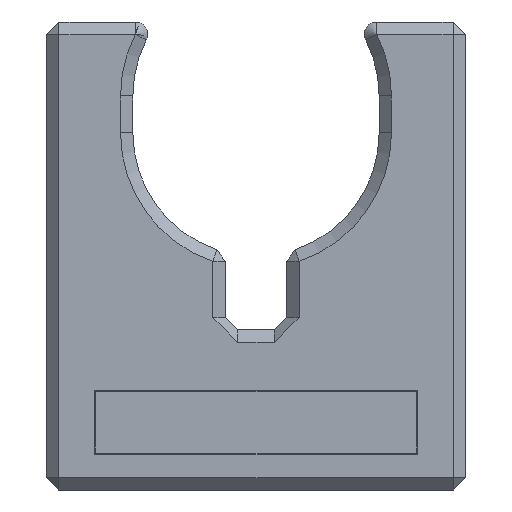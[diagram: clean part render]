
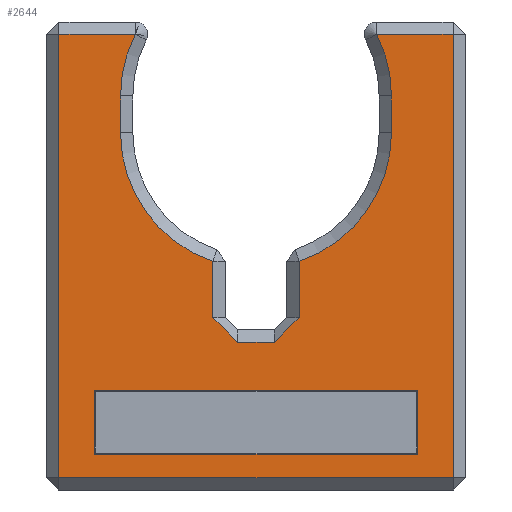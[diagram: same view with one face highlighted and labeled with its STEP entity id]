
A CAD part, left-side view. The second image highlights one B-rep face of the part: STEP entity #2644.
In plain terms, the highlighted planar face has unit normal (-1, 0, 0).
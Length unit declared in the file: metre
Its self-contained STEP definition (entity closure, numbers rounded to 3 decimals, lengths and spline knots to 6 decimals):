
#46=CIRCLE('',#2853,0.011);
#47=CIRCLE('',#2854,0.011);
#48=CIRCLE('',#2855,0.011);
#49=CIRCLE('',#2856,0.011);
#188=ORIENTED_EDGE('',*,*,#904,.T.);
#189=ORIENTED_EDGE('',*,*,#905,.F.);
#190=ORIENTED_EDGE('',*,*,#906,.T.);
#191=ORIENTED_EDGE('',*,*,#907,.F.);
#192=ORIENTED_EDGE('',*,*,#908,.T.);
#193=ORIENTED_EDGE('',*,*,#909,.T.);
#194=ORIENTED_EDGE('',*,*,#910,.T.);
#195=ORIENTED_EDGE('',*,*,#911,.T.);
#196=ORIENTED_EDGE('',*,*,#912,.T.);
#197=ORIENTED_EDGE('',*,*,#913,.T.);
#198=ORIENTED_EDGE('',*,*,#914,.T.);
#199=ORIENTED_EDGE('',*,*,#915,.T.);
#200=ORIENTED_EDGE('',*,*,#916,.T.);
#201=ORIENTED_EDGE('',*,*,#917,.T.);
#202=ORIENTED_EDGE('',*,*,#918,.T.);
#203=ORIENTED_EDGE('',*,*,#919,.T.);
#204=ORIENTED_EDGE('',*,*,#920,.F.);
#205=ORIENTED_EDGE('',*,*,#921,.T.);
#206=ORIENTED_EDGE('',*,*,#922,.T.);
#207=ORIENTED_EDGE('',*,*,#923,.F.);
#904=EDGE_CURVE('',#1270,#1271,#1502,.T.);
#905=EDGE_CURVE('',#1272,#1271,#1503,.T.);
#906=EDGE_CURVE('',#1272,#1273,#1504,.T.);
#907=EDGE_CURVE('',#1274,#1273,#1505,.T.);
#908=EDGE_CURVE('',#1274,#1275,#1506,.T.);
#909=EDGE_CURVE('',#1275,#1276,#46,.F.);
#910=EDGE_CURVE('',#1276,#1277,#1507,.T.);
#911=EDGE_CURVE('',#1277,#1278,#47,.F.);
#912=EDGE_CURVE('',#1278,#1279,#1508,.T.);
#913=EDGE_CURVE('',#1279,#1280,#1509,.T.);
#914=EDGE_CURVE('',#1280,#1281,#1510,.T.);
#915=EDGE_CURVE('',#1281,#1282,#1511,.T.);
#916=EDGE_CURVE('',#1282,#1283,#1512,.T.);
#917=EDGE_CURVE('',#1283,#1284,#48,.F.);
#918=EDGE_CURVE('',#1284,#1285,#1513,.T.);
#919=EDGE_CURVE('',#1285,#1270,#49,.F.);
#920=EDGE_CURVE('',#1286,#1287,#1514,.T.);
#921=EDGE_CURVE('',#1286,#1288,#1515,.T.);
#922=EDGE_CURVE('',#1288,#1289,#1516,.T.);
#923=EDGE_CURVE('',#1287,#1289,#1517,.T.);
#1270=VERTEX_POINT('',#3921);
#1271=VERTEX_POINT('',#3922);
#1272=VERTEX_POINT('',#3924);
#1273=VERTEX_POINT('',#3926);
#1274=VERTEX_POINT('',#3928);
#1275=VERTEX_POINT('',#3930);
#1276=VERTEX_POINT('',#3932);
#1277=VERTEX_POINT('',#3934);
#1278=VERTEX_POINT('',#3936);
#1279=VERTEX_POINT('',#3938);
#1280=VERTEX_POINT('',#3940);
#1281=VERTEX_POINT('',#3942);
#1282=VERTEX_POINT('',#3944);
#1283=VERTEX_POINT('',#3946);
#1284=VERTEX_POINT('',#3948);
#1285=VERTEX_POINT('',#3950);
#1286=VERTEX_POINT('',#3953);
#1287=VERTEX_POINT('',#3954);
#1288=VERTEX_POINT('',#3956);
#1289=VERTEX_POINT('',#3958);
#1502=LINE('',#3920,#1844);
#1503=LINE('',#3923,#1845);
#1504=LINE('',#3925,#1846);
#1505=LINE('',#3927,#1847);
#1506=LINE('',#3929,#1848);
#1507=LINE('',#3933,#1849);
#1508=LINE('',#3937,#1850);
#1509=LINE('',#3939,#1851);
#1510=LINE('',#3941,#1852);
#1511=LINE('',#3943,#1853);
#1512=LINE('',#3945,#1854);
#1513=LINE('',#3949,#1855);
#1514=LINE('',#3952,#1856);
#1515=LINE('',#3955,#1857);
#1516=LINE('',#3957,#1858);
#1517=LINE('',#3959,#1859);
#1844=VECTOR('',#3137,1.);
#1845=VECTOR('',#3138,1.);
#1846=VECTOR('',#3139,1.);
#1847=VECTOR('',#3140,1.);
#1848=VECTOR('',#3141,1.);
#1849=VECTOR('',#3144,1.);
#1850=VECTOR('',#3147,1.);
#1851=VECTOR('',#3148,1.);
#1852=VECTOR('',#3149,1.);
#1853=VECTOR('',#3150,1.);
#1854=VECTOR('',#3151,1.);
#1855=VECTOR('',#3154,1.);
#1856=VECTOR('',#3157,1.);
#1857=VECTOR('',#3158,1.);
#1858=VECTOR('',#3159,1.);
#1859=VECTOR('',#3160,1.);
#2156=EDGE_LOOP('',(#188,#189,#190,#191,#192,#193,#194,#195,#196,#197,#198,
#199,#200,#201,#202,#203));
#2157=EDGE_LOOP('',(#204,#205,#206,#207));
#2332=FACE_BOUND('',#2156,.T.);
#2333=FACE_BOUND('',#2157,.T.);
#2508=PLANE('',#2852);
#2644=ADVANCED_FACE('',(#2332,#2333),#2508,.T.);
#2852=AXIS2_PLACEMENT_3D('',#3919,#3135,#3136);
#2853=AXIS2_PLACEMENT_3D('',#3931,#3142,#3143);
#2854=AXIS2_PLACEMENT_3D('',#3935,#3145,#3146);
#2855=AXIS2_PLACEMENT_3D('',#3947,#3152,#3153);
#2856=AXIS2_PLACEMENT_3D('',#3951,#3155,#3156);
#3135=DIRECTION('',(-1.,0.,0.));
#3136=DIRECTION('',(0.,0.,1.));
#3137=DIRECTION('',(0.,0.,-1.));
#3138=DIRECTION('',(0.,-0.707,0.707));
#3139=DIRECTION('',(0.,1.,0.));
#3140=DIRECTION('',(0.,-0.707,-0.707));
#3141=DIRECTION('',(0.,0.,1.));
#3142=DIRECTION('',(-1.,0.,0.));
#3143=DIRECTION('',(0.,0.,1.));
#3144=DIRECTION('',(0.,0.,1.));
#3145=DIRECTION('',(-1.,0.,0.));
#3146=DIRECTION('',(0.,0.,1.));
#3147=DIRECTION('',(0.,1.,0.));
#3148=DIRECTION('',(0.,0.,-1.));
#3149=DIRECTION('',(0.,-1.,0.));
#3150=DIRECTION('',(0.,0.,1.));
#3151=DIRECTION('',(0.,1.,0.));
#3152=DIRECTION('',(-1.,0.,0.));
#3153=DIRECTION('',(0.,0.,1.));
#3154=DIRECTION('',(0.,0.,-1.));
#3155=DIRECTION('',(-1.,0.,0.));
#3156=DIRECTION('',(0.,0.,1.));
#3157=DIRECTION('',(0.,0.,-1.));
#3158=DIRECTION('',(0.,-1.,0.));
#3159=DIRECTION('',(0.,0.,-1.));
#3160=DIRECTION('',(0.,-1.,0.));
#3919=CARTESIAN_POINT('',(0.,-0.034,0.019));
#3920=CARTESIAN_POINT('',(0.,-0.0205,0.013));
#3921=CARTESIAN_POINT('',(0.,-0.0205,0.018572));
#3922=CARTESIAN_POINT('',(0.,-0.0205,0.014));
#3923=CARTESIAN_POINT('',(0.,-0.02975,0.02325));
#3924=CARTESIAN_POINT('',(0.,-0.0185,0.012));
#3925=CARTESIAN_POINT('',(0.,-0.0145,0.012));
#3926=CARTESIAN_POINT('',(0.,-0.0155,0.012));
#3927=CARTESIAN_POINT('',(0.,-0.02125,0.00625));
#3928=CARTESIAN_POINT('',(0.,-0.0135,0.014));
#3929=CARTESIAN_POINT('',(0.,-0.0135,0.019318));
#3930=CARTESIAN_POINT('',(0.,-0.0135,0.018572));
#3931=CARTESIAN_POINT('',(0.,-0.017,0.029));
#3932=CARTESIAN_POINT('',(0.,-0.006,0.029));
#3933=CARTESIAN_POINT('',(0.,-0.006,0.019));
#3934=CARTESIAN_POINT('',(0.,-0.006,0.032));
#3935=CARTESIAN_POINT('',(0.,-0.017,0.032));
#3936=CARTESIAN_POINT('',(0.,-0.007202,0.037));
#3937=CARTESIAN_POINT('',(0.,-0.034,0.037));
#3938=CARTESIAN_POINT('',(0.,-0.001,0.037));
#3939=CARTESIAN_POINT('',(0.,-0.001,0.));
#3940=CARTESIAN_POINT('',(0.,-0.001,0.001));
#3941=CARTESIAN_POINT('',(0.,-0.034,0.001));
#3942=CARTESIAN_POINT('',(0.,-0.033,0.001));
#3943=CARTESIAN_POINT('',(0.,-0.033,0.019));
#3944=CARTESIAN_POINT('',(0.,-0.033,0.037));
#3945=CARTESIAN_POINT('',(0.,-0.034,0.037));
#3946=CARTESIAN_POINT('',(0.,-0.026798,0.037));
#3947=CARTESIAN_POINT('',(0.,-0.017,0.032));
#3948=CARTESIAN_POINT('',(0.,-0.028,0.032));
#3949=CARTESIAN_POINT('',(0.,-0.028,0.029));
#3950=CARTESIAN_POINT('',(0.,-0.028,0.029));
#3951=CARTESIAN_POINT('',(0.,-0.017,0.029));
#3952=CARTESIAN_POINT('',(0.,-0.0039,0.019));
#3953=CARTESIAN_POINT('',(0.,-0.0039,0.0081));
#3954=CARTESIAN_POINT('',(0.,-0.0039,0.0029));
#3955=CARTESIAN_POINT('',(0.,-0.034,0.0081));
#3956=CARTESIAN_POINT('',(0.,-0.0301,0.0081));
#3957=CARTESIAN_POINT('',(0.,-0.0301,0.019));
#3958=CARTESIAN_POINT('',(0.,-0.0301,0.0029));
#3959=CARTESIAN_POINT('',(0.,-0.034,0.0029));
